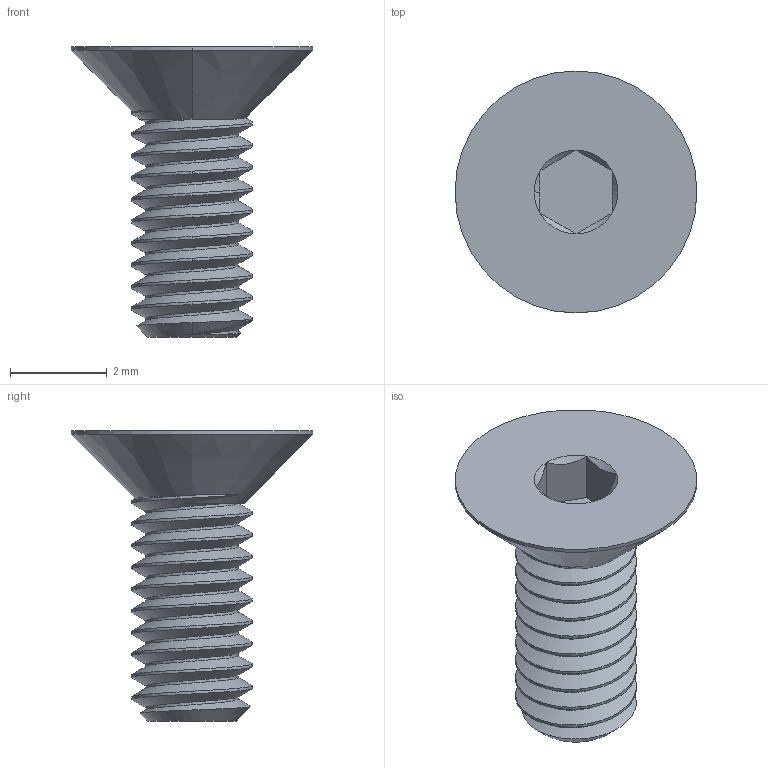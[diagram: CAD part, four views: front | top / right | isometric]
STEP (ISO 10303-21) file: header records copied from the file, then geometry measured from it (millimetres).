
FILE_DESCRIPTION (( 'STEP AP203' ), '1' );
FILE_NAME ('92125A084_18-8 Stainless Steel Hex Drive Flat Head Screw.STEP', '2022-09-01T15:27:00', ( 'Administrator' ), ( 'Managed by Terraform' ), 'SwSTEP 2.0', 'SolidWorks 2017', '' );
FILE_SCHEMA (( 'CONFIG_CONTROL_DESIGN' ));
Length unit declared in the file: millimetre
Products named in the file (1): 92125A084_18-8 Stainless Steel Hex Drive Flat Head Screw
Bounding box: 5 x 5 x 6 mm (x, y, z)
Volume: 31.7 mm3; surface area: 105.6 mm2
Topology: 1 solids, 1 shells, 47 faces, 118 edges, 74 vertices
Faces by surface type: cylinder 22, cone 12, plane 10, bspline 3
Entity records: 2857 total; most frequent: CARTESIAN_POINT 1821, ORIENTED_EDGE 236, DIRECTION 163, EDGE_CURVE 118, VERTEX_POINT 74, AXIS2_PLACEMENT_3D 62, EDGE_LOOP 48, ADVANCED_FACE 47
